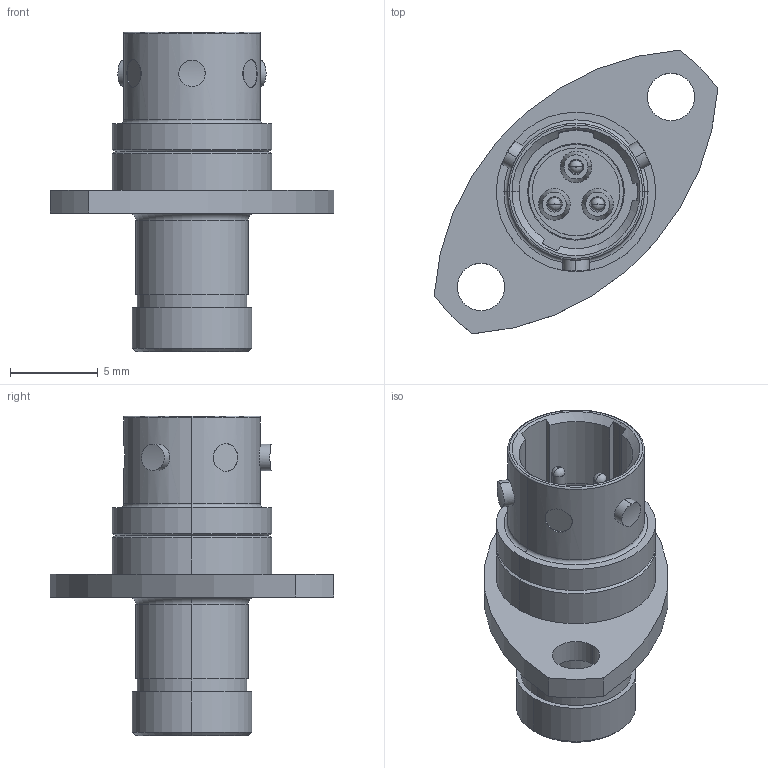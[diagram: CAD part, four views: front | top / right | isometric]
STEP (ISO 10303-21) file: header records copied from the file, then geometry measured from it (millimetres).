
FILE_DESCRIPTION (( 'STEP AP214' ), '1' );
FILE_NAME ('ASX002-03PC-HE.STEP', '2020-05-14T13:59:45', ( 'TE Connectivity' ), ( 'TE Connectivity' ), 'SwSTEP 2.0', 'SolidWorks 2016', '' );
FILE_SCHEMA (( 'AUTOMOTIVE_DESIGN' ));
Length unit declared in the file: millimetre
Products named in the file (1): ASX002-03PC-HE
Bounding box: 16.16 x 16.16 x 18.2 mm (x, y, z)
Volume: 675 mm3; surface area: 1994.6 mm2
Topology: 14 solids, 14 shells, 474 faces, 1148 edges, 730 vertices
Faces by surface type: cylinder 203, plane 146, cone 78, torus 47
Entity records: 20163 total; most frequent: CARTESIAN_POINT 3387, DIRECTION 2526, ORIENTED_EDGE 2296, EDGE_CURVE 1148, AXIS2_PLACEMENT_3D 1051, VERTEX_POINT 730, CIRCLE 576, EDGE_LOOP 542
